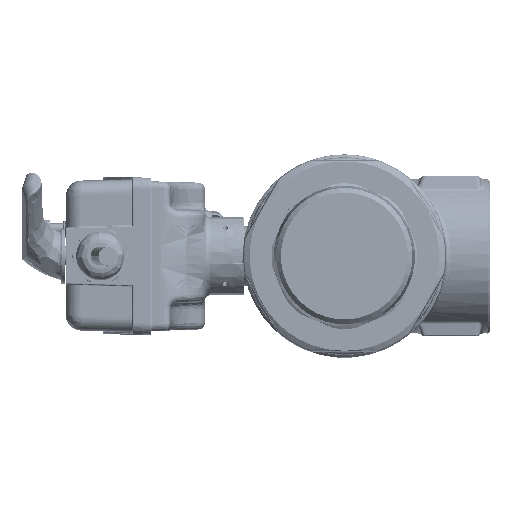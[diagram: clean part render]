
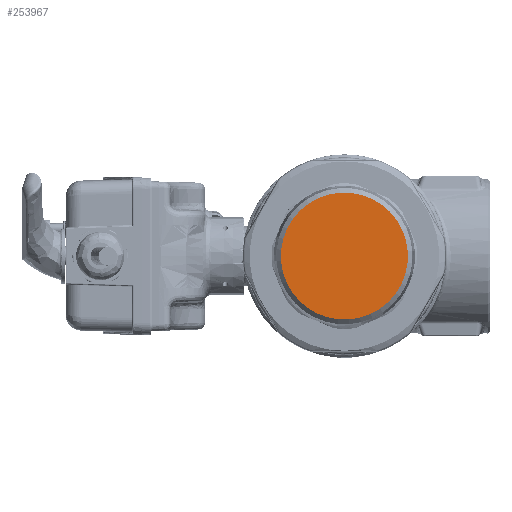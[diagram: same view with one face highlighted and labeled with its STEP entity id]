
A CAD part, front view. The second image highlights one B-rep face of the part: STEP entity #253967.
In plain terms, the highlighted planar face has unit normal (0, -1, 0).
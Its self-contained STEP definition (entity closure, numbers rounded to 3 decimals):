
#253944=CARTESIAN_POINT('Axis2P3D Location',(135.562,-328.807,-141.808)) ;
#253949=CARTESIAN_POINT('Axis2P3D Location',(135.562,-328.807,-141.808)) ;
#253953=CARTESIAN_POINT('Vertex',(138.337,-328.807,-114.467)) ;
#253955=CARTESIAN_POINT('Vertex',(132.786,-328.807,-169.15)) ;
#253958=CARTESIAN_POINT('Axis2P3D Location',(135.562,-328.807,-141.808)) ;
#253945=DIRECTION('Axis2P3D Direction',(0.,1.,0.)) ;
#253946=DIRECTION('Axis2P3D XDirection',(0.922,0.,0.388)) ;
#253950=DIRECTION('Axis2P3D Direction',(0.,1.,0.)) ;
#253959=DIRECTION('Axis2P3D Direction',(0.,1.,0.)) ;
#253947=AXIS2_PLACEMENT_3D('Plane Axis2P3D',#253944,#253945,#253946) ;
#253951=AXIS2_PLACEMENT_3D('Circle Axis2P3D',#253949,#253950,$) ;
#253960=AXIS2_PLACEMENT_3D('Circle Axis2P3D',#253958,#253959,$) ;
#253964=ORIENTED_EDGE('',*,*,#253957,.F.) ;
#253965=ORIENTED_EDGE('',*,*,#253962,.F.) ;
#253967=ADVANCED_FACE('PartBody',(#253966),#253948,.F.) ;
#253952=CIRCLE('generated circle',#253951,27.482) ;
#253961=CIRCLE('generated circle',#253960,27.482) ;
#253957=EDGE_CURVE('',#253954,#253956,#253952,.T.) ;
#253962=EDGE_CURVE('',#253956,#253954,#253961,.T.) ;
#253963=EDGE_LOOP('',(#253964,#253965)) ;
#253966=FACE_OUTER_BOUND('',#253963,.T.) ;
#253948=PLANE('',#253947) ;
#253954=VERTEX_POINT('',#253953) ;
#253956=VERTEX_POINT('',#253955) ;
